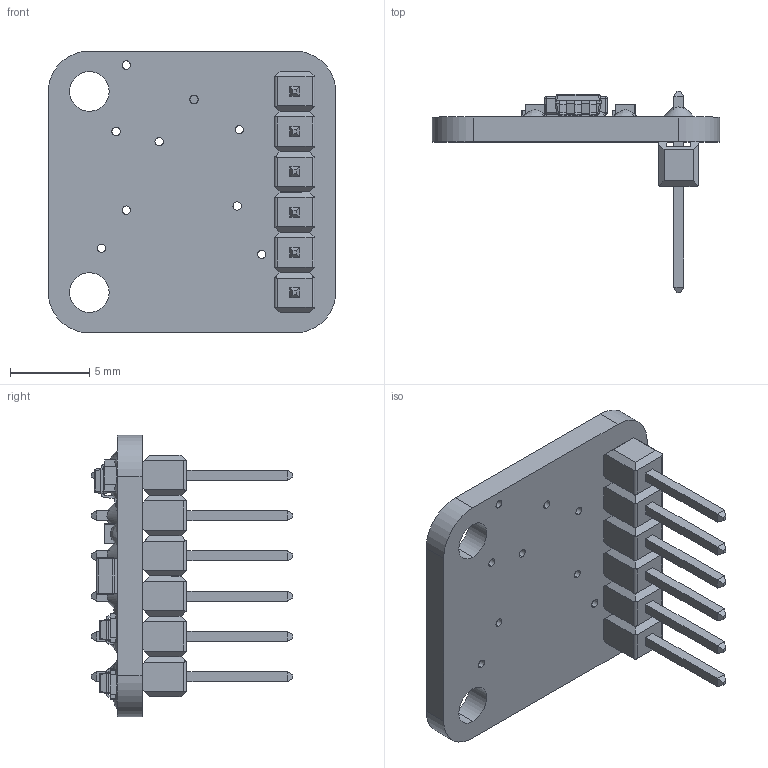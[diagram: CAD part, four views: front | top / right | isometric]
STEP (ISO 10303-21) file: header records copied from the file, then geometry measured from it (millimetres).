
FILE_DESCRIPTION (( 'STEP AP214' ), '1' );
FILE_NAME ('Adafruit APDS9960.STEP', '2022-10-19T14:35:38', ( '' ), ( '' ), 'SwSTEP 2.0', 'SolidWorks 2020', '' );
FILE_SCHEMA (( 'AUTOMOTIVE_DESIGN' ));
Length unit declared in the file: millimetre
Products named in the file (8): BSS138; Adafruit APDS9960; PADS9930___; 1x6 TH Pitch 2_54mm; SOT23-5; SMD resistor 1002 ; User Library-C0805-2.step; APDS9960 board 
Assembly tree (13 placements, depth 2):
  Adafruit APDS9960
    APDS9960 board 
    User Library-C0805-2.step  x3
    1x6 TH Pitch 2_54mm
    BSS138  x2
    SMD resistor 1002   x4
    PADS9930___
    SOT23-5
Bounding box: 18.15 x 12.7 x 17.78 mm (x, y, z)
Volume: 512.8 mm3; surface area: 1383.9 mm2
Topology: 26 solids, 38 shells, 1363 faces, 3449 edges, 2132 vertices
Faces by surface type: plane 828, cylinder 384, sphere 120, bspline 31
Entity records: 34108 total; most frequent: CARTESIAN_POINT 9533, ORIENTED_EDGE 4838, DIRECTION 4399, EDGE_CURVE 2448, VECTOR 1639, LINE 1639, VERTEX_POINT 1547, AXIS2_PLACEMENT_3D 1380
